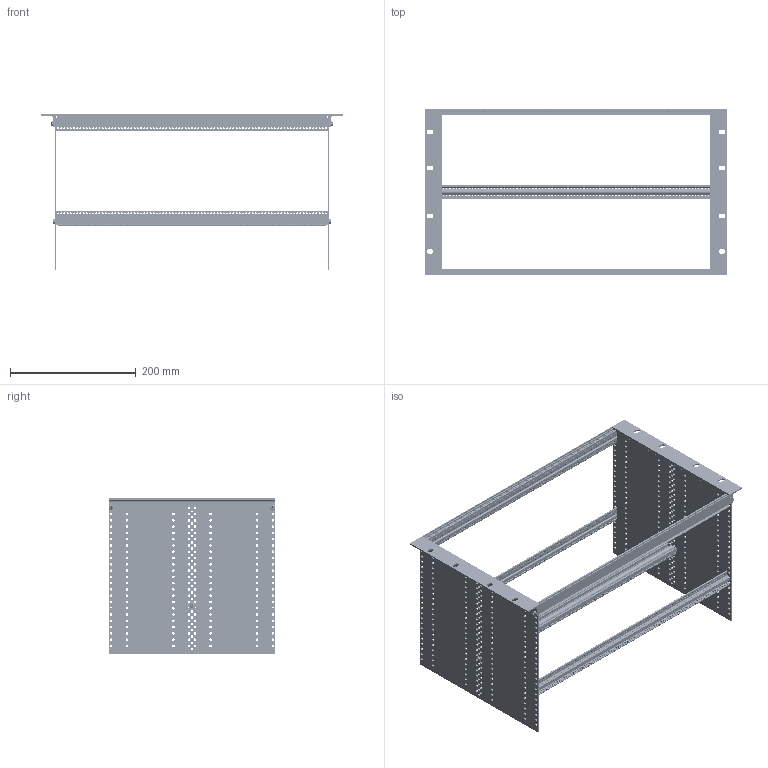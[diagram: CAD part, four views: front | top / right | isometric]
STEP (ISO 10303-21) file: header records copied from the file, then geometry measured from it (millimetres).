
FILE_DESCRIPTION((''),'2;1');
FILE_NAME('3684045_ASM','2014-09-02T',('wkoerber'),(''),'PRO/ENGINEER BY PARAMETRIC TECHNOLOGY CORPORATION, 2010160','PRO/ENGINEER BY PARAMETRIC TECHNOLOGY CORPORATION, 2010160','');
FILE_SCHEMA(('AUTOMOTIVE_DESIGN { 1 0 10303 214 1 1 1 1 }'));
Length unit declared in the file: millimetre
Products named in the file (9): 226203037222VM-SYM; J31814-V0002-Y006-X0-0055-SYM; 226203036184VM-; 226203040084VM-; 226204001399VM-TE084; 226203039000VM-; 226203040284; DEI7045_040_12_ST; 3684045_ASM
Assembly tree (101 placements, depth 2):
  3684045_ASM
    226203037222VM-SYM  x2
    J31814-V0002-Y006-X0-0055-SYM  x2
    226203036184VM-  x2
    226203040084VM-  x2
    226204001399VM-TE084  x2
    226203039000VM-  x84
    226203040284
    DEI7045_040_12_ST  x6
Bounding box: 482.4 x 265.35 x 247.75 mm (x, y, z)
Volume: 627724.6 mm3; surface area: 619612.1 mm2
Topology: 101 solids, 107 shells, 8950 faces, 27538 edges, 18124 vertices
Faces by surface type: plane 4673, cylinder 4205, bspline 48, sphere 12, cone 12
Entity records: 66650 total; most frequent: DIRECTION 11949, CARTESIAN_POINT 10861, ORIENTED_EDGE 10386, EDGE_CURVE 5195, AXIS2_PLACEMENT_3D 4920, VERTEX_POINT 3458, EDGE_LOOP 3209, CIRCLE 3070
